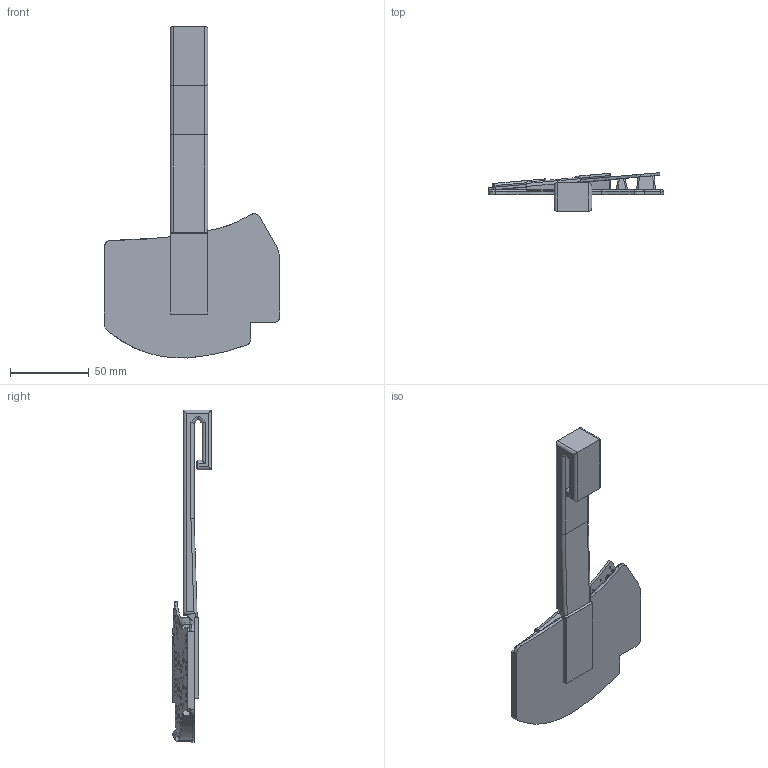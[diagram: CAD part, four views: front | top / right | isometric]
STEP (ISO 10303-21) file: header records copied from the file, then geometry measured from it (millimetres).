
FILE_DESCRIPTION(/* description */ (''),/* implementation_level */ '2;1');
FILE_NAME(/* name */ 'Ferris-Sweep_Holder v47.step',/* time_stamp */ '2021-12-14T08:06:17-05:00',/* author */ (''),/* organization */ (''),/* preprocessor_version */ 'ST-DEVELOPER v18.1',/* originating_system */ 'Autodesk Translation Framework v10.10.0.1391',/* authorisation */ '');
FILE_SCHEMA (('AUTOMOTIVE_DESIGN { 1 0 10303 214 3 1 1 }'));
Length unit declared in the file: millimetre
Products named in the file (3): Ferris-Sweep_Holder; ferris-sweep-compact; COMPOUND
Assembly tree (2 placements, depth 3):
  Ferris-Sweep_Holder
    ferris-sweep-compact
      COMPOUND
Bounding box: 111.83 x 24.77 x 211.44 mm (x, y, z)
Volume: 66383 mm3; surface area: 49109.4 mm2
Topology: 3 solids, 3 shells, 437 faces, 1214 edges, 783 vertices
Faces by surface type: cylinder 234, plane 118, bspline 79, cone 6
Full cylindrical faces by diameter (mm): 0.813 x24, 0.991 x34, 1.2 x4, 1.27 x51, 1.3 x2, 1.702 x34, 3.429 x17
Entity records: 16553 total; most frequent: CARTESIAN_POINT 4715, ORIENTED_EDGE 2424, DIRECTION 2290, EDGE_CURVE 1212, AXIS2_PLACEMENT_3D 866, EDGE_LOOP 787, VERTEX_POINT 783, LINE 558
